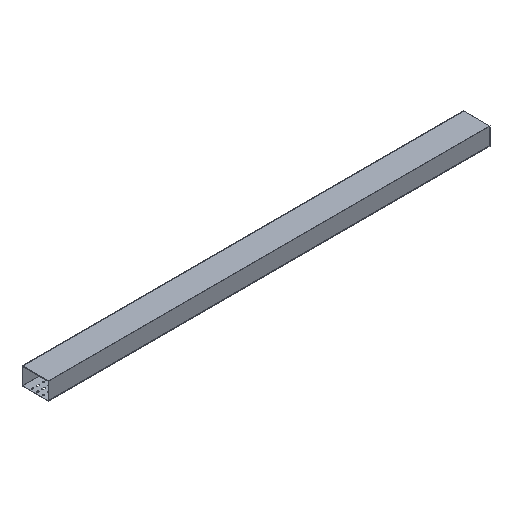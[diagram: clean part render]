
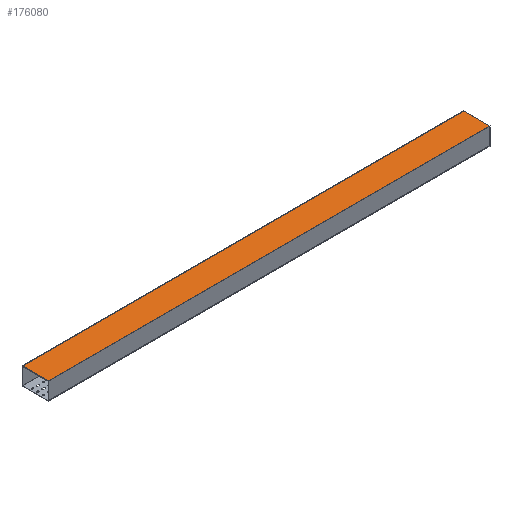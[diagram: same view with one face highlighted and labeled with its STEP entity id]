
A CAD part, isometric view. The second image highlights one B-rep face of the part: STEP entity #176080.
In plain terms, the highlighted planar face has unit normal (0, 0, 1).
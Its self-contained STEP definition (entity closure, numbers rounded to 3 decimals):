
#174360=CARTESIAN_POINT('',(-12.5,0.,80.));
#174370=DIRECTION('',(0.,-1.,0.));
#174380=VECTOR('',#174370,1.);
#174390=LINE('',#174360,#174380);
#174400=CARTESIAN_POINT('',(-12.5,60.,80.));
#174410=VERTEX_POINT('',#174400);
#174420=CARTESIAN_POINT('',(-12.5,-60.,80.));
#174430=VERTEX_POINT('',#174420);
#174440=EDGE_CURVE('',#174410,#174430,#174390,.T.);
#174750=CARTESIAN_POINT('',(0.,-60.,80.));
#174760=DIRECTION('',(-1.,0.,0.));
#174770=VECTOR('',#174760,1.);
#174780=LINE('',#174750,#174770);
#174790=CARTESIAN_POINT('',(1987.5,-60.,80.));
#174800=VERTEX_POINT('',#174790);
#174810=EDGE_CURVE('',#174800,#174430,#174780,.T.);
#175250=CARTESIAN_POINT('',(1987.5,0.,80.));
#175260=DIRECTION('',(0.,1.,0.));
#175270=VECTOR('',#175260,1.);
#175280=LINE('',#175250,#175270);
#175290=CARTESIAN_POINT('',(1987.5,60.,80.));
#175300=VERTEX_POINT('',#175290);
#175310=EDGE_CURVE('',#174800,#175300,#175280,.T.);
#175550=CARTESIAN_POINT('',(0.,60.,80.));
#175560=DIRECTION('',(1.,0.,0.));
#175570=VECTOR('',#175560,1.);
#175580=LINE('',#175550,#175570);
#175590=EDGE_CURVE('',#174410,#175300,#175580,.T.);
#175970=CARTESIAN_POINT('',(0.,0.,80.));
#175980=DIRECTION('',(0.,0.,1.));
#175990=DIRECTION('',(1.,0.,0.));
#176000=AXIS2_PLACEMENT_3D('',#175970,#175980,#175990);
#176010=PLANE('',#176000);
#176020=ORIENTED_EDGE('',*,*,#175590,.F.);
#176030=ORIENTED_EDGE('',*,*,#175310,.T.);
#176040=ORIENTED_EDGE('',*,*,#174810,.F.);
#176050=ORIENTED_EDGE('',*,*,#174440,.T.);
#176060=EDGE_LOOP('',(#176050,#176040,#176030,#176020));
#176070=FACE_OUTER_BOUND('',#176060,.T.);
#176080=ADVANCED_FACE('',(#176070),#176010,.T.);
